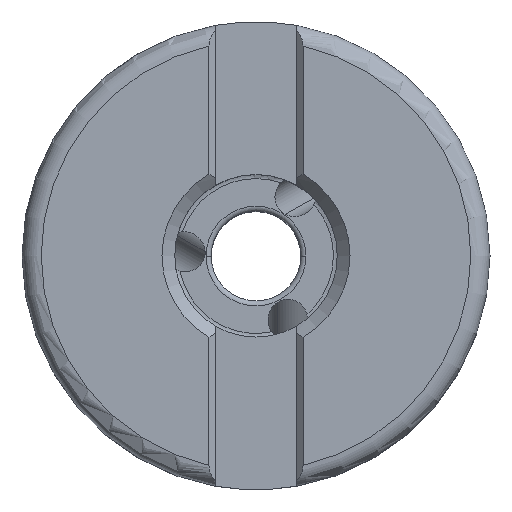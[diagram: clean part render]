
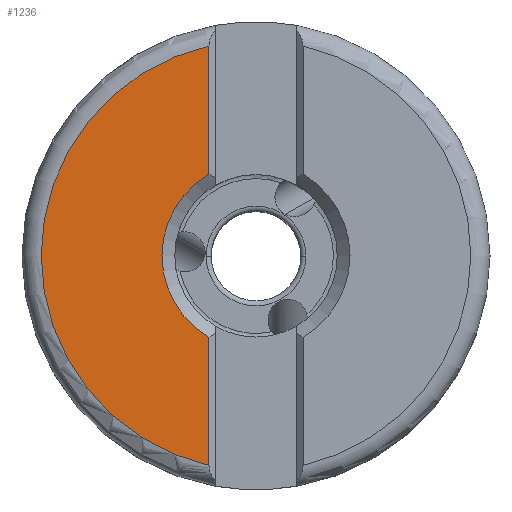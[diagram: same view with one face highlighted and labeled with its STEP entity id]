
A CAD part, top view. The second image highlights one B-rep face of the part: STEP entity #1236.
In plain terms, the highlighted planar face has unit normal (0, 0, 1).
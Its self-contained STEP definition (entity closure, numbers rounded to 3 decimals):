
#303=PLANE('',#9172);
#515=LINE('',#16390,#863);
#516=LINE('',#16460,#864);
#863=VECTOR('',#10771,1.);
#864=VECTOR('',#10782,1.);
#1236=ADVANCED_FACE('',(#1877),#303,.T.);
#1877=FACE_OUTER_BOUND('',#2309,.T.);
#2309=EDGE_LOOP('',(#4343,#4344,#4345,#4346,#4347,#4348));
#2812=CIRCLE('',#9160,16.79);
#2813=CIRCLE('',#9161,16.79);
#2815=CIRCLE('',#9165,7.35);
#2816=CIRCLE('',#9166,7.35);
#4343=ORIENTED_EDGE('',*,*,#7488,.F.);
#4344=ORIENTED_EDGE('',*,*,#7487,.F.);
#4345=ORIENTED_EDGE('',*,*,#7476,.T.);
#4346=ORIENTED_EDGE('',*,*,#7480,.F.);
#4347=ORIENTED_EDGE('',*,*,#7479,.F.);
#4348=ORIENTED_EDGE('',*,*,#7484,.T.);
#6367=VERTEX_POINT('',#16391);
#6368=VERTEX_POINT('',#16392);
#6369=VERTEX_POINT('',#16422);
#6370=VERTEX_POINT('',#16423);
#6373=VERTEX_POINT('',#16461);
#6375=VERTEX_POINT('',#16472);
#7476=EDGE_CURVE('',#6367,#6368,#515,.T.);
#7479=EDGE_CURVE('',#6369,#6370,#2812,.T.);
#7480=EDGE_CURVE('',#6370,#6368,#2813,.T.);
#7484=EDGE_CURVE('',#6369,#6373,#516,.T.);
#7487=EDGE_CURVE('',#6367,#6375,#2815,.T.);
#7488=EDGE_CURVE('',#6375,#6373,#2816,.T.);
#9160=AXIS2_PLACEMENT_3D('',#16421,#10774,#10775);
#9161=AXIS2_PLACEMENT_3D('',#16424,#10776,#10777);
#9165=AXIS2_PLACEMENT_3D('',#16471,#10786,#10787);
#9166=AXIS2_PLACEMENT_3D('',#16473,#10788,#10789);
#9172=AXIS2_PLACEMENT_3D('',#16486,#10802,#10803);
#10771=DIRECTION('',(0.,1.,0.));
#10774=DIRECTION('',(0.,0.,-1.));
#10775=DIRECTION('',(-0.219,-0.976,0.));
#10776=DIRECTION('',(0.,0.,-1.));
#10777=DIRECTION('',(-1.,0.001,0.));
#10782=DIRECTION('',(0.,1.,0.));
#10786=DIRECTION('',(0.,0.,1.));
#10787=DIRECTION('',(-0.5,0.866,0.));
#10788=DIRECTION('',(0.,0.,1.));
#10789=DIRECTION('',(-1.,0.,0.));
#10802=DIRECTION('',(0.,0.,1.));
#10803=DIRECTION('',(1.,0.,0.));
#16390=CARTESIAN_POINT('',(-3.675,6.365,0.));
#16391=CARTESIAN_POINT('',(-3.675,6.365,0.));
#16392=CARTESIAN_POINT('',(-3.675,16.383,0.));
#16421=CARTESIAN_POINT('',(0.,0.,0.));
#16422=CARTESIAN_POINT('',(-3.675,-16.383,0.));
#16423=CARTESIAN_POINT('',(-16.79,0.02,0.));
#16424=CARTESIAN_POINT('',(0.,0.,0.));
#16460=CARTESIAN_POINT('',(-3.675,-16.383,0.));
#16461=CARTESIAN_POINT('',(-3.675,-6.365,0.));
#16471=CARTESIAN_POINT('',(0.,0.,0.));
#16472=CARTESIAN_POINT('',(-7.35,0.,0.));
#16473=CARTESIAN_POINT('',(0.,0.,0.));
#16486=CARTESIAN_POINT('',(-10.232,0.,0.));
